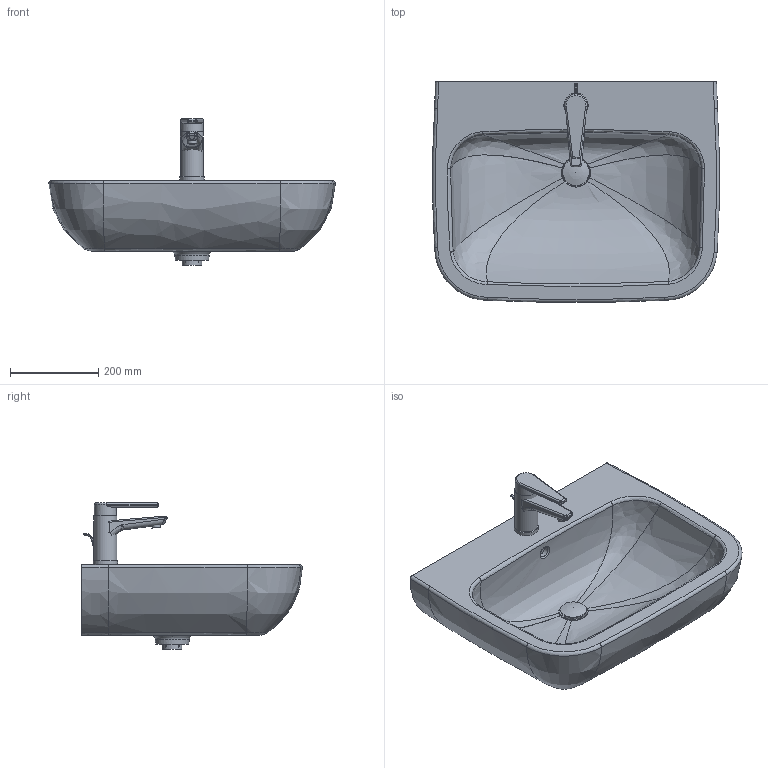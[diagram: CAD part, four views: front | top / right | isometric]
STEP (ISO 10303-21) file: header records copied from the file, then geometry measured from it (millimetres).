
FILE_DESCRIPTION((''),'2;1');
FILE_NAME('231065.stp','2007-11-25T08:42:09',('Huebner'),(''),'Autodesk Inventor 11','Autodesk Inventor 11','');
FILE_SCHEMA(('AUTOMOTIVE_DESIGN { 1 0 10303 214 1 1 1 1 }'));
Length unit declared in the file: millimetre
Products named in the file (10): 231065; Baterrie_WT; hebel1; Hebel2; hebel3; Neoperl; Halter2starck1; Kelch; Stopfen
Assembly tree (9 placements, depth 3):
  231065
    231065
    Baterrie_WT
      hebel1
      Hebel2
      hebel3
      Neoperl
      Halter2starck1
    Kelch
    Stopfen
Bounding box: 648.95 x 499.44 x 331.64 mm (x, y, z)
Volume: 20525438.2 mm3; surface area: 1203165 mm2
Topology: 8 solids, 8 shells, 204 faces, 494 edges, 294 vertices
Faces by surface type: cylinder 66, bspline 59, plane 46, torus 20, sphere 8, cone 5
Full cylindrical faces by diameter (mm): 15 x2, 16 x1, 20 x1, 25 x1, 35 x1, 42 x1, 44 x1, 50 x1, 52 x2, 55 x1, 60 x1
Entity records: 13414 total; most frequent: CARTESIAN_POINT 8928, ORIENTED_EDGE 902, DIRECTION 812, EDGE_CURVE 451, AXIS2_PLACEMENT_3D 341, VERTEX_POINT 289, EDGE_LOOP 242, FACE_OUTER_BOUND 204
